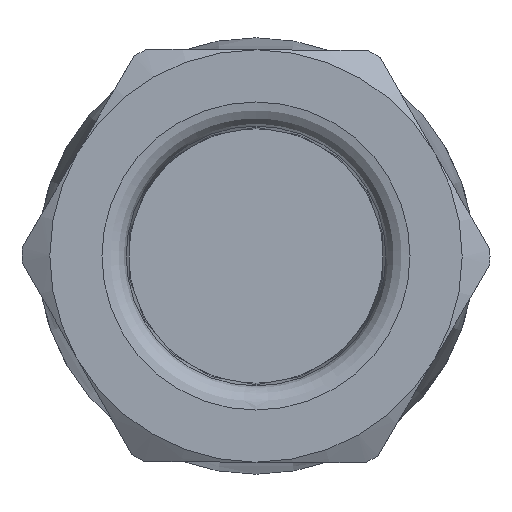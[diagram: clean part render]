
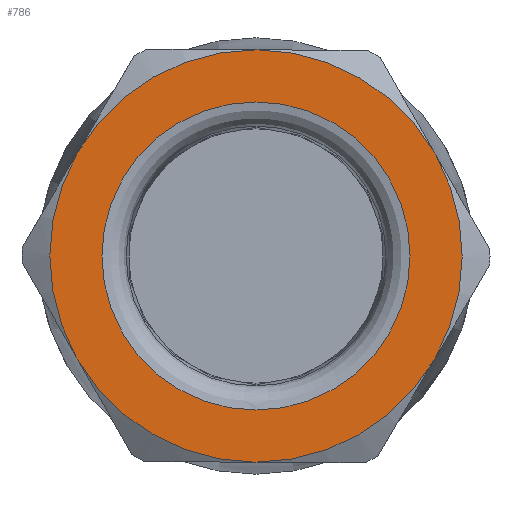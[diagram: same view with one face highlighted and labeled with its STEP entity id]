
A CAD part, left-side view. The second image highlights one B-rep face of the part: STEP entity #786.
In plain terms, the highlighted planar face has unit normal (-1, 0, 0).
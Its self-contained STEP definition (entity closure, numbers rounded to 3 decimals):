
#786=ADVANCED_FACE('',(#1099,#1100),#842,.T.);
#842=PLANE('',#2796);
#893=B_SPLINE_CURVE_WITH_KNOTS('',3,(#5304,#5305,#5306,#5307),
 .UNSPECIFIED.,.F.,.F.,(4,4),(0.,1.),.UNSPECIFIED.);
#898=B_SPLINE_CURVE_WITH_KNOTS('',3,(#5369,#5370,#5371,#5372),
 .UNSPECIFIED.,.F.,.F.,(4,4),(0.,1.),.UNSPECIFIED.);
#903=B_SPLINE_CURVE_WITH_KNOTS('',3,(#5410,#5411,#5412,#5413),
 .UNSPECIFIED.,.F.,.F.,(4,4),(0.,1.),.UNSPECIFIED.);
#909=B_SPLINE_CURVE_WITH_KNOTS('',3,(#5480,#5481,#5482,#5483),
 .UNSPECIFIED.,.F.,.F.,(4,4),(0.,1.),.UNSPECIFIED.);
#911=B_SPLINE_CURVE_WITH_KNOTS('',3,(#5511,#5512,#5513,#5514),
 .UNSPECIFIED.,.F.,.F.,(4,4),(0.,1.),.UNSPECIFIED.);
#913=B_SPLINE_CURVE_WITH_KNOTS('',3,(#5540,#5541,#5542,#5543),
 .UNSPECIFIED.,.F.,.F.,(4,4),(0.,1.),.UNSPECIFIED.);
#1099=FACE_BOUND('',#1339,.T.);
#1100=FACE_BOUND('',#1340,.T.);
#1339=EDGE_LOOP('',(#1845));
#1340=EDGE_LOOP('',(#1846,#1847,#1848,#1849,#1850,#1851,#1852,#1853,#1854,
#1855,#1856,#1857));
#1845=ORIENTED_EDGE('',*,*,#2325,.T.);
#1846=ORIENTED_EDGE('',*,*,#2376,.T.);
#1847=ORIENTED_EDGE('',*,*,#2374,.F.);
#1848=ORIENTED_EDGE('',*,*,#2328,.T.);
#1849=ORIENTED_EDGE('',*,*,#2342,.F.);
#1850=ORIENTED_EDGE('',*,*,#2343,.T.);
#1851=ORIENTED_EDGE('',*,*,#2352,.F.);
#1852=ORIENTED_EDGE('',*,*,#2377,.T.);
#1853=ORIENTED_EDGE('',*,*,#2378,.F.);
#1854=ORIENTED_EDGE('',*,*,#2379,.T.);
#1855=ORIENTED_EDGE('',*,*,#2358,.F.);
#1856=ORIENTED_EDGE('',*,*,#2360,.T.);
#1857=ORIENTED_EDGE('',*,*,#2369,.F.);
#2076=VERTEX_POINT('',#5187);
#2079=VERTEX_POINT('',#5229);
#2080=VERTEX_POINT('',#5230);
#2089=VERTEX_POINT('',#5303);
#2090=VERTEX_POINT('',#5310);
#2095=VERTEX_POINT('',#5368);
#2098=VERTEX_POINT('',#5409);
#2099=VERTEX_POINT('',#5414);
#2100=VERTEX_POINT('',#5421);
#2105=VERTEX_POINT('',#5479);
#2108=VERTEX_POINT('',#5515);
#2109=VERTEX_POINT('',#5539);
#2110=VERTEX_POINT('',#5544);
#2325=EDGE_CURVE('',#2076,#2076,#2515,.T.);
#2328=EDGE_CURVE('',#2079,#2080,#2518,.T.);
#2342=EDGE_CURVE('',#2089,#2080,#893,.T.);
#2343=EDGE_CURVE('',#2089,#2090,#2523,.T.);
#2352=EDGE_CURVE('',#2095,#2090,#898,.T.);
#2358=EDGE_CURVE('',#2098,#2099,#903,.T.);
#2360=EDGE_CURVE('',#2098,#2100,#2526,.T.);
#2369=EDGE_CURVE('',#2105,#2100,#909,.T.);
#2374=EDGE_CURVE('',#2079,#2108,#911,.T.);
#2376=EDGE_CURVE('',#2105,#2108,#2531,.T.);
#2377=EDGE_CURVE('',#2095,#2109,#2532,.T.);
#2378=EDGE_CURVE('',#2110,#2109,#913,.T.);
#2379=EDGE_CURVE('',#2110,#2099,#2533,.T.);
#2515=CIRCLE('',#2767,6.354);
#2518=CIRCLE('',#2771,8.502);
#2523=CIRCLE('',#2778,8.502);
#2526=CIRCLE('',#2784,8.502);
#2531=CIRCLE('',#2793,8.502);
#2532=CIRCLE('',#2794,8.502);
#2533=CIRCLE('',#2795,8.502);
#2767=AXIS2_PLACEMENT_3D('',#5186,#3312,#3313);
#2771=AXIS2_PLACEMENT_3D('',#5228,#3320,#3321);
#2778=AXIS2_PLACEMENT_3D('',#5309,#3337,#3338);
#2784=AXIS2_PLACEMENT_3D('',#5420,#3352,#3353);
#2793=AXIS2_PLACEMENT_3D('',#5521,#3373,#3374);
#2794=AXIS2_PLACEMENT_3D('',#5538,#3375,#3376);
#2795=AXIS2_PLACEMENT_3D('',#5545,#3377,#3378);
#2796=AXIS2_PLACEMENT_3D('',#5546,#3379,#3380);
#3312=DIRECTION('',(1.,0.,0.));
#3313=DIRECTION('',(0.,0.,-1.));
#3320=DIRECTION('',(-1.,0.,0.));
#3321=DIRECTION('',(0.,-0.866,-0.5));
#3337=DIRECTION('',(-1.,0.,0.));
#3338=DIRECTION('',(0.,-0.866,0.5));
#3352=DIRECTION('',(-1.,0.,0.));
#3353=DIRECTION('',(0.,0.866,-0.5));
#3373=DIRECTION('',(-1.,0.,0.));
#3374=DIRECTION('',(0.,0.,-1.));
#3375=DIRECTION('',(-1.,0.,0.));
#3376=DIRECTION('',(0.,0.,1.));
#3377=DIRECTION('',(-1.,0.,0.));
#3378=DIRECTION('',(0.,0.866,0.5));
#3379=DIRECTION('',(-1.,0.,0.));
#3380=DIRECTION('',(0.,-1.,0.));
#5186=CARTESIAN_POINT('',(-29.8,0.,0.));
#5187=CARTESIAN_POINT('',(-29.8,0.,-6.354));
#5228=CARTESIAN_POINT('',(-29.8,0.,0.));
#5229=CARTESIAN_POINT('',(-29.8,-7.363,-4.251));
#5230=CARTESIAN_POINT('',(-29.8,-7.404,4.179));
#5303=CARTESIAN_POINT('',(-29.8,-7.363,4.251));
#5304=CARTESIAN_POINT('',(-29.8,-7.363,4.251));
#5305=CARTESIAN_POINT('',(-29.8,-7.377,4.227));
#5306=CARTESIAN_POINT('',(-29.8,-7.391,4.203));
#5307=CARTESIAN_POINT('',(-29.8,-7.404,4.179));
#5309=CARTESIAN_POINT('',(-29.8,0.,0.));
#5310=CARTESIAN_POINT('',(-29.8,-0.083,8.502));
#5368=CARTESIAN_POINT('',(-29.8,0.,8.502));
#5369=CARTESIAN_POINT('',(-29.8,0.,8.502));
#5370=CARTESIAN_POINT('',(-29.8,-0.028,8.502));
#5371=CARTESIAN_POINT('',(-29.8,-0.055,8.502));
#5372=CARTESIAN_POINT('',(-29.8,-0.083,8.502));
#5409=CARTESIAN_POINT('',(-29.8,7.363,-4.251));
#5410=CARTESIAN_POINT('',(-29.8,7.363,-4.251));
#5411=CARTESIAN_POINT('',(-29.8,7.377,-4.227));
#5412=CARTESIAN_POINT('',(-29.8,7.391,-4.203));
#5413=CARTESIAN_POINT('',(-29.8,7.404,-4.179));
#5414=CARTESIAN_POINT('',(-29.8,7.404,-4.179));
#5420=CARTESIAN_POINT('',(-29.8,0.,0.));
#5421=CARTESIAN_POINT('',(-29.8,0.083,-8.502));
#5479=CARTESIAN_POINT('',(-29.8,0.,-8.502));
#5480=CARTESIAN_POINT('',(-29.8,0.,-8.502));
#5481=CARTESIAN_POINT('',(-29.8,0.028,-8.502));
#5482=CARTESIAN_POINT('',(-29.8,0.055,-8.502));
#5483=CARTESIAN_POINT('',(-29.8,0.083,-8.502));
#5511=CARTESIAN_POINT('',(-29.8,-7.363,-4.251));
#5512=CARTESIAN_POINT('',(-29.8,-7.349,-4.275));
#5513=CARTESIAN_POINT('',(-29.8,-7.335,-4.299));
#5514=CARTESIAN_POINT('',(-29.8,-7.322,-4.322));
#5515=CARTESIAN_POINT('',(-29.8,-7.322,-4.322));
#5521=CARTESIAN_POINT('',(-29.8,0.,0.));
#5538=CARTESIAN_POINT('',(-29.8,0.,0.));
#5539=CARTESIAN_POINT('',(-29.8,7.322,4.322));
#5540=CARTESIAN_POINT('',(-29.8,7.363,4.251));
#5541=CARTESIAN_POINT('',(-29.8,7.349,4.275));
#5542=CARTESIAN_POINT('',(-29.8,7.335,4.299));
#5543=CARTESIAN_POINT('',(-29.8,7.322,4.322));
#5544=CARTESIAN_POINT('',(-29.8,7.363,4.251));
#5545=CARTESIAN_POINT('',(-29.8,0.,0.));
#5546=CARTESIAN_POINT('',(-29.8,10.799,-9.379));
